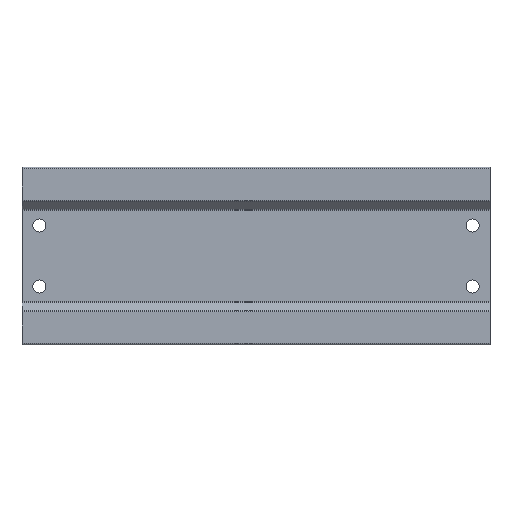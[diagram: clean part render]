
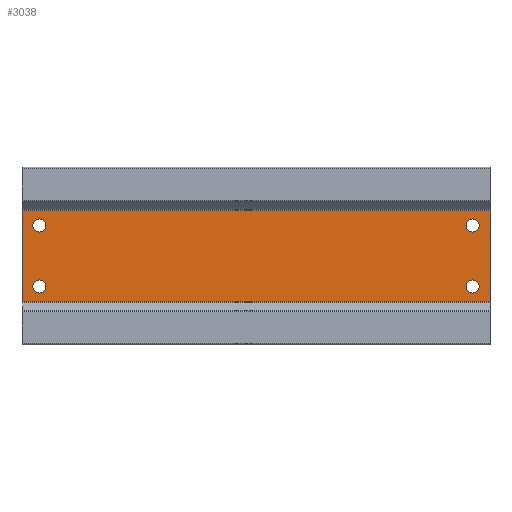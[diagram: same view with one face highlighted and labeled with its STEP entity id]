
A CAD part, front view. The second image highlights one B-rep face of the part: STEP entity #3038.
In plain terms, the highlighted planar face has unit normal (0, -1, 0).
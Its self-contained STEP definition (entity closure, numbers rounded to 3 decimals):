
#126 = VERTEX_POINT ( 'NONE', #5511 ) ;
#245 = CARTESIAN_POINT ( 'NONE',  ( -80.5, -10., 16. ) ) ;
#307 = CARTESIAN_POINT ( 'NONE',  ( 80.5, -10., -15.793 ) ) ;
#453 = DIRECTION ( 'NONE',  ( 0., 0., 1. ) ) ;
#566 = AXIS2_PLACEMENT_3D ( 'NONE', #1012, #5530, #2858 ) ;
#599 = CARTESIAN_POINT ( 'NONE',  ( 74.5, -10., 10.5 ) ) ;
#630 = EDGE_LOOP ( 'NONE', ( #1925, #5495 ) ) ;
#677 = CARTESIAN_POINT ( 'NONE',  ( 74.5, -10., 8.25 ) ) ;
#813 = VERTEX_POINT ( 'NONE', #5694 ) ;
#896 = CIRCLE ( 'NONE', #1789, 2.25 ) ;
#935 = AXIS2_PLACEMENT_3D ( 'NONE', #5022, #2353, #5478 ) ;
#960 = CIRCLE ( 'NONE', #3366, 2.25 ) ;
#1012 = CARTESIAN_POINT ( 'NONE',  ( -80.5, -10., 16. ) ) ;
#1060 = DIRECTION ( 'NONE',  ( 0., 0., 1. ) ) ;
#1294 = DIRECTION ( 'NONE',  ( 0., 1., 0. ) ) ;
#1329 = AXIS2_PLACEMENT_3D ( 'NONE', #5842, #3191, #453 ) ;
#1407 = AXIS2_PLACEMENT_3D ( 'NONE', #599, #3773, #1060 ) ;
#1443 = CARTESIAN_POINT ( 'NONE',  ( -74.5, -10., 8.25 ) ) ;
#1445 = DIRECTION ( 'NONE',  ( 0., 1., 0. ) ) ;
#1462 = VERTEX_POINT ( 'NONE', #307 ) ;
#1484 = DIRECTION ( 'NONE',  ( 0., 1., 0. ) ) ;
#1563 = DIRECTION ( 'NONE',  ( 1., 0., 0. ) ) ;
#1609 = VECTOR ( 'NONE', #5044, 1000. ) ;
#1677 = CARTESIAN_POINT ( 'NONE',  ( 80.5, -10., 15.793 ) ) ;
#1762 = ORIENTED_EDGE ( 'NONE', *, *, #4088, .T. ) ;
#1767 = LINE ( 'NONE', #2147, #5347 ) ;
#1789 = AXIS2_PLACEMENT_3D ( 'NONE', #4682, #2004, #5145 ) ;
#1827 = AXIS2_PLACEMENT_3D ( 'NONE', #3992, #1294, #4444 ) ;
#1862 = CARTESIAN_POINT ( 'NONE',  ( 74.5, -10., -8.25 ) ) ;
#1885 = CIRCLE ( 'NONE', #935, 2.25 ) ;
#1895 = VERTEX_POINT ( 'NONE', #3644 ) ;
#1925 = ORIENTED_EDGE ( 'NONE', *, *, #4712, .T. ) ;
#2004 = DIRECTION ( 'NONE',  ( 0., 1., 0. ) ) ;
#2031 = EDGE_CURVE ( 'NONE', #3171, #3258, #4256, .T. ) ;
#2126 = ORIENTED_EDGE ( 'NONE', *, *, #5460, .T. ) ;
#2147 = CARTESIAN_POINT ( 'NONE',  ( -80.5, -10., 15.793 ) ) ;
#2176 = CARTESIAN_POINT ( 'NONE',  ( -74.5, -10., 10.5 ) ) ;
#2211 = ORIENTED_EDGE ( 'NONE', *, *, #2031, .T. ) ;
#2252 = CIRCLE ( 'NONE', #1407, 2.25 ) ;
#2353 = DIRECTION ( 'NONE',  ( 0., 1., 0. ) ) ;
#2399 = PLANE ( 'NONE',  #566 ) ;
#2409 = FACE_BOUND ( 'NONE', #4377, .T. ) ;
#2424 = ORIENTED_EDGE ( 'NONE', *, *, #2887, .F. ) ;
#2484 = VECTOR ( 'NONE', #1563, 1000. ) ;
#2504 = VERTEX_POINT ( 'NONE', #4365 ) ;
#2554 = FACE_BOUND ( 'NONE', #3683, .T. ) ;
#2618 = VERTEX_POINT ( 'NONE', #1862 ) ;
#2624 = ORIENTED_EDGE ( 'NONE', *, *, #4673, .T. ) ;
#2639 = DIRECTION ( 'NONE',  ( 0., 0., 1. ) ) ;
#2858 = DIRECTION ( 'NONE',  ( 0., 0., 1. ) ) ;
#2887 = EDGE_CURVE ( 'NONE', #2504, #5139, #4303, .T. ) ;
#2962 = EDGE_LOOP ( 'NONE', ( #4630, #5687, #2424, #1762 ) ) ;
#2982 = VECTOR ( 'NONE', #4770, 1000. ) ;
#3038 = ADVANCED_FACE ( 'NONE', ( #3606, #2554, #2409, #4641, #5819 ), #2399, .F. ) ;
#3142 = EDGE_CURVE ( 'NONE', #126, #5672, #896, .T. ) ;
#3171 = VERTEX_POINT ( 'NONE', #677 ) ;
#3191 = DIRECTION ( 'NONE',  ( 0., 1., 0. ) ) ;
#3258 = VERTEX_POINT ( 'NONE', #3959 ) ;
#3275 = CARTESIAN_POINT ( 'NONE',  ( 80.5, -10., 16. ) ) ;
#3279 = ORIENTED_EDGE ( 'NONE', *, *, #4861, .T. ) ;
#3366 = AXIS2_PLACEMENT_3D ( 'NONE', #4145, #1445, #4601 ) ;
#3393 = CARTESIAN_POINT ( 'NONE',  ( -80.5, -10., 15.793 ) ) ;
#3534 = LINE ( 'NONE', #4261, #2484 ) ;
#3565 = ORIENTED_EDGE ( 'NONE', *, *, #5045, .T. ) ;
#3606 = FACE_BOUND ( 'NONE', #630, .T. ) ;
#3620 = EDGE_CURVE ( 'NONE', #4638, #5139, #1767, .T. ) ;
#3644 = CARTESIAN_POINT ( 'NONE',  ( -74.5, -10., 12.75 ) ) ;
#3665 = CIRCLE ( 'NONE', #5251, 2.25 ) ;
#3683 = EDGE_LOOP ( 'NONE', ( #2624, #2126 ) ) ;
#3755 = AXIS2_PLACEMENT_3D ( 'NONE', #4181, #1484, #4629 ) ;
#3773 = DIRECTION ( 'NONE',  ( 0., 1., 0. ) ) ;
#3959 = CARTESIAN_POINT ( 'NONE',  ( 74.5, -10., 12.75 ) ) ;
#3992 = CARTESIAN_POINT ( 'NONE',  ( -74.5, -10., -10.5 ) ) ;
#4088 = EDGE_CURVE ( 'NONE', #2504, #1462, #3534, .T. ) ;
#4145 = CARTESIAN_POINT ( 'NONE',  ( 74.5, -10., -10.5 ) ) ;
#4181 = CARTESIAN_POINT ( 'NONE',  ( 74.5, -10., 10.5 ) ) ;
#4256 = CIRCLE ( 'NONE', #3755, 2.25 ) ;
#4261 = CARTESIAN_POINT ( 'NONE',  ( 80.5, -10., -15.793 ) ) ;
#4285 = EDGE_CURVE ( 'NONE', #813, #2618, #5209, .T. ) ;
#4303 = LINE ( 'NONE', #245, #2982 ) ;
#4342 = ORIENTED_EDGE ( 'NONE', *, *, #4285, .T. ) ;
#4365 = CARTESIAN_POINT ( 'NONE',  ( -80.5, -10., -15.793 ) ) ;
#4377 = EDGE_LOOP ( 'NONE', ( #3279, #4342 ) ) ;
#4444 = DIRECTION ( 'NONE',  ( 0., 0., 1. ) ) ;
#4562 = CIRCLE ( 'NONE', #1827, 2.25 ) ;
#4601 = DIRECTION ( 'NONE',  ( 0., 0., 1. ) ) ;
#4629 = DIRECTION ( 'NONE',  ( 0., 0., 1. ) ) ;
#4630 = ORIENTED_EDGE ( 'NONE', *, *, #4880, .T. ) ;
#4638 = VERTEX_POINT ( 'NONE', #1677 ) ;
#4641 = FACE_BOUND ( 'NONE', #5502, .T. ) ;
#4673 = EDGE_CURVE ( 'NONE', #1895, #5486, #3665, .T. ) ;
#4682 = CARTESIAN_POINT ( 'NONE',  ( -74.5, -10., -10.5 ) ) ;
#4712 = EDGE_CURVE ( 'NONE', #5672, #126, #4562, .T. ) ;
#4770 = DIRECTION ( 'NONE',  ( 0., 0., 1. ) ) ;
#4861 = EDGE_CURVE ( 'NONE', #2618, #813, #960, .T. ) ;
#4880 = EDGE_CURVE ( 'NONE', #1462, #4638, #5204, .T. ) ;
#5022 = CARTESIAN_POINT ( 'NONE',  ( -74.5, -10., 10.5 ) ) ;
#5044 = DIRECTION ( 'NONE',  ( 0., 0., 1. ) ) ;
#5045 = EDGE_CURVE ( 'NONE', #3258, #3171, #2252, .T. ) ;
#5139 = VERTEX_POINT ( 'NONE', #3393 ) ;
#5145 = DIRECTION ( 'NONE',  ( 0., 0., 1. ) ) ;
#5191 = CARTESIAN_POINT ( 'NONE',  ( -74.5, -10., -8.25 ) ) ;
#5204 = LINE ( 'NONE', #3275, #1609 ) ;
#5209 = CIRCLE ( 'NONE', #1329, 2.25 ) ;
#5251 = AXIS2_PLACEMENT_3D ( 'NONE', #2176, #5310, #2639 ) ;
#5280 = DIRECTION ( 'NONE',  ( -1., 0., 0. ) ) ;
#5310 = DIRECTION ( 'NONE',  ( 0., 1., 0. ) ) ;
#5347 = VECTOR ( 'NONE', #5280, 1000. ) ;
#5460 = EDGE_CURVE ( 'NONE', #5486, #1895, #1885, .T. ) ;
#5478 = DIRECTION ( 'NONE',  ( 0., 0., 1. ) ) ;
#5486 = VERTEX_POINT ( 'NONE', #1443 ) ;
#5495 = ORIENTED_EDGE ( 'NONE', *, *, #3142, .T. ) ;
#5502 = EDGE_LOOP ( 'NONE', ( #3565, #2211 ) ) ;
#5511 = CARTESIAN_POINT ( 'NONE',  ( -74.5, -10., -12.75 ) ) ;
#5530 = DIRECTION ( 'NONE',  ( 0., 1., 0. ) ) ;
#5672 = VERTEX_POINT ( 'NONE', #5191 ) ;
#5687 = ORIENTED_EDGE ( 'NONE', *, *, #3620, .T. ) ;
#5694 = CARTESIAN_POINT ( 'NONE',  ( 74.5, -10., -12.75 ) ) ;
#5819 = FACE_OUTER_BOUND ( 'NONE', #2962, .T. ) ;
#5842 = CARTESIAN_POINT ( 'NONE',  ( 74.5, -10., -10.5 ) ) ;
